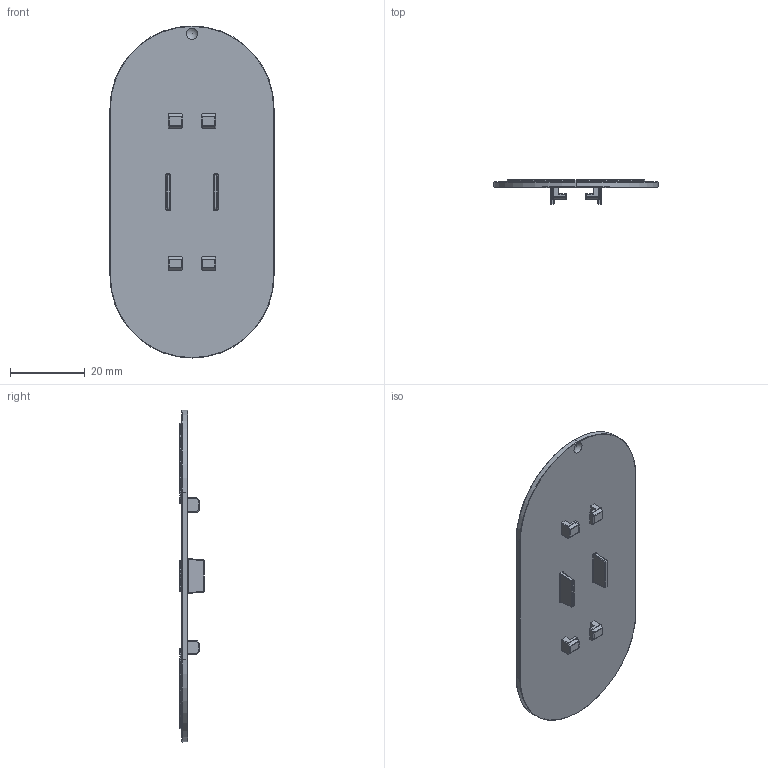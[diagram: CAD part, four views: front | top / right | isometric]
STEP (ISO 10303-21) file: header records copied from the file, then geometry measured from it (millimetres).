
FILE_DESCRIPTION (( 'STEP AP214' ), '1' );
FILE_NAME ('7.STEP', '2022-12-12T11:33:01', ( '' ), ( '' ), 'SwSTEP 2.0', 'SolidWorks 2020', '' );
FILE_SCHEMA (( 'AUTOMOTIVE_DESIGN' ));
Length unit declared in the file: millimetre
Products named in the file (1): 7
Bounding box: 44 x 6.6 x 89 mm (x, y, z)
Volume: 5748.1 mm3; surface area: 7860 mm2
Topology: 1 solids, 1 shells, 417 faces, 968 edges, 548 vertices
Faces by surface type: bspline 155, cylinder 93, plane 83, torus 42, sphere 41, cone 3
Entity records: 20199 total; most frequent: CARTESIAN_POINT 11929, ORIENTED_EDGE 1882, DIRECTION 1389, EDGE_CURVE 941, VERTEX_POINT 546, AXIS2_PLACEMENT_3D 524, EDGE_LOOP 437, ADVANCED_FACE 417
